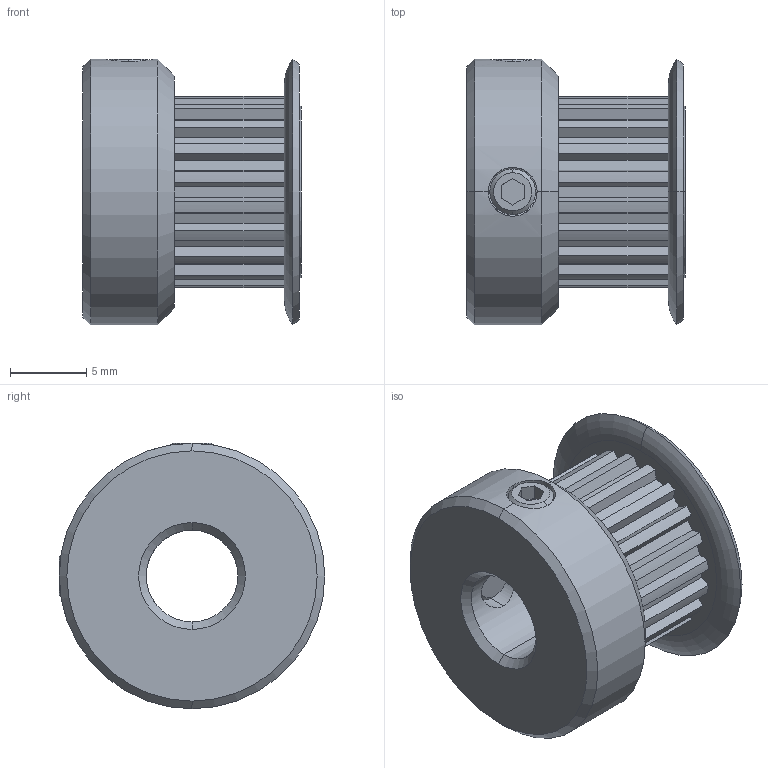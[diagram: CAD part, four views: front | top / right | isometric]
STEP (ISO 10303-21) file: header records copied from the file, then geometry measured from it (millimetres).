
FILE_DESCRIPTION (( 'STEP AP203' ), '1' );
FILE_NAME ('1375K119_MXL Series Timing Belt Pulley.STEP', '2022-05-02T15:10:22', ( 'Administrator' ), ( 'Managed by Terraform' ), 'SwSTEP 2.0', 'SolidWorks 2017', '' );
FILE_SCHEMA (( 'CONFIG_CONTROL_DESIGN' ));
Length unit declared in the file: millimetre
Products named in the file (1): 1375K119_MXL Series Timing Belt Pulley
Bounding box: 14.3 x 17.4 x 17.4 mm (x, y, z)
Volume: 1939.1 mm3; surface area: 1869 mm2
Topology: 3 solids, 3 shells, 139 faces, 370 edges, 240 vertices
Faces by surface type: plane 83, cylinder 34, cone 18, torus 4
Entity records: 4557 total; most frequent: CARTESIAN_POINT 954, ORIENTED_EDGE 740, DIRECTION 726, EDGE_CURVE 370, VECTOR 270, LINE 270, VERTEX_POINT 240, AXIS2_PLACEMENT_3D 228
